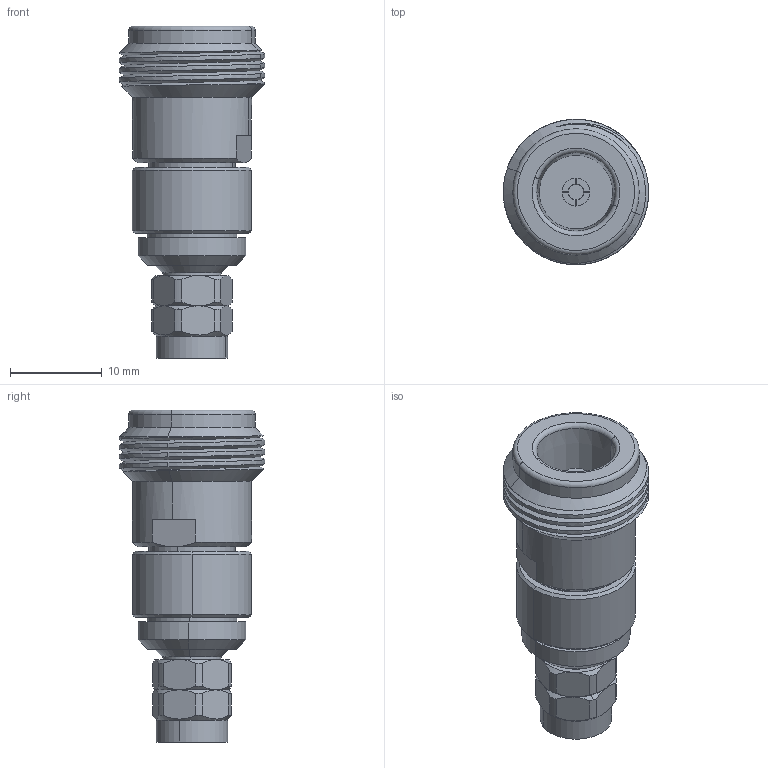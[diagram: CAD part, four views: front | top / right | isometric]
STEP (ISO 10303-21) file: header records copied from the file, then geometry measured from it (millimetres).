
FILE_DESCRIPTION (( 'STEP AP214' ), '1' );
FILE_NAME ('CT-NFVM-LN1.STEP', '2025-01-16T20:50:00', ( '' ), ( '' ), 'SwSTEP 2.0', 'SolidWorks 2021', '' );
FILE_SCHEMA (( 'AUTOMOTIVE_DESIGN' ));
Length unit declared in the file: inch
Products named in the file (1): CT-NFVM-LN1
Bounding box: 15.88 x 15.88 x 36.24 mm (x, y, z)
Volume: 3482.5 mm3; surface area: 2680.7 mm2
Topology: 1 solids, 3 shells, 205 faces, 483 edges, 300 vertices
Faces by surface type: cylinder 77, cone 62, plane 58, torus 6, bspline 2
Entity records: 10170 total; most frequent: CARTESIAN_POINT 2814, DIRECTION 1024, ORIENTED_EDGE 966, EDGE_CURVE 483, AXIS2_PLACEMENT_3D 426, VERTEX_POINT 300, EDGE_LOOP 225, CIRCLE 222
